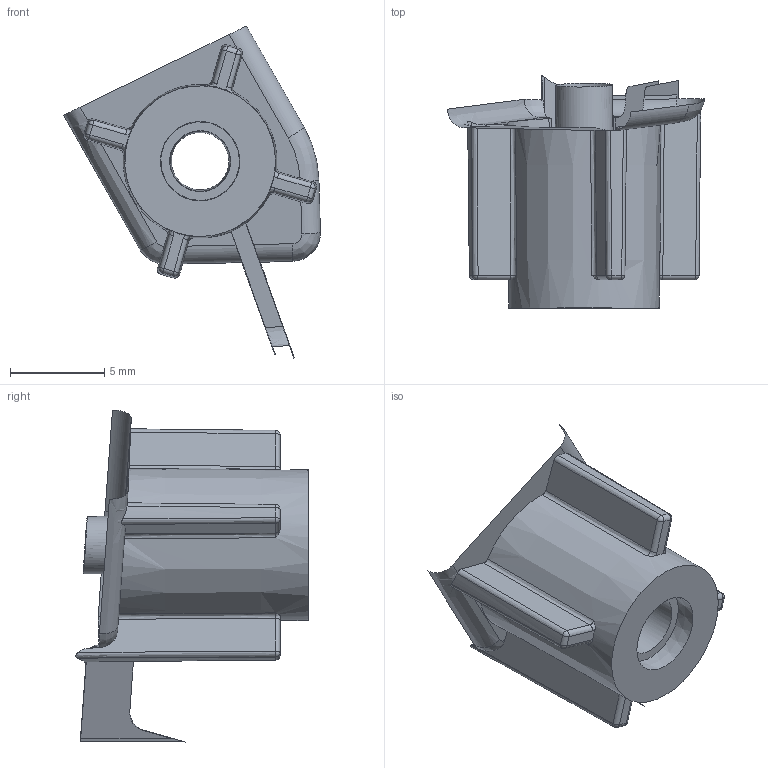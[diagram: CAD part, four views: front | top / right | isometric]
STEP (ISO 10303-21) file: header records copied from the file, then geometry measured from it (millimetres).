
FILE_DESCRIPTION(('Open CASCADE Model'),'2;1');
FILE_NAME('Open CASCADE Shape Model','2025-10-21T21:37:35',('Author'),( 'Open CASCADE'),'Open CASCADE STEP processor 7.7','Open CASCADE 7.7' ,'Unknown');
FILE_SCHEMA(('AUTOMOTIVE_DESIGN { 1 0 10303 214 1 1 1 1 }'));
Length unit declared in the file: millimetre
Products named in the file (86): Open CASCADE STEP translator 7.7 45; Open CASCADE STEP translator 7.7 45.1; Open CASCADE STEP translator 7.7 45.2; Open CASCADE STEP translator 7.7 45.3; Open CASCADE STEP translator 7.7 45.4; Open CASCADE STEP translator 7.7 45.5; Open CASCADE STEP translator 7.7 45.6; Open CASCADE STEP translator 7.7 45.7; Open CASCADE STEP translator 7.7 45.8; Open CASCADE STEP translator 7.7 45.9; Open CASCADE STEP translator 7.7 45.10; Open CASCADE STEP translator 7.7 45.11; Open CASCADE STEP translator 7.7 45.12; Open CASCADE STEP translator 7.7 45.13; Open CASCADE STEP translator 7.7 45.14; Open CASCADE STEP translator 7.7 45.15; Open CASCADE STEP translator 7.7 45.16; Open CASCADE STEP translator 7.7 45.17; Open CASCADE STEP translator 7.7 45.18; Open CASCADE STEP translator 7.7 45.19; Open CASCADE STEP translator 7.7 45.20; Open CASCADE STEP translator 7.7 45.21; Open CASCADE STEP translator 7.7 45.22; Open CASCADE STEP translator 7.7 45.23; Open CASCADE STEP translator 7.7 45.24; Open CASCADE STEP translator 7.7 45.25; Open CASCADE STEP translator 7.7 45.26; Open CASCADE STEP translator 7.7 45.27; Open CASCADE STEP translator 7.7 45.28; Open CASCADE STEP translator 7.7 45.29; Open CASCADE STEP translator 7.7 45.30; Open CASCADE STEP translator 7.7 45.31; Open CASCADE STEP translator 7.7 45.32; Open CASCADE STEP translator 7.7 45.33; Open CASCADE STEP translator 7.7 45.34; Open CASCADE STEP translator 7.7 45.35; Open CASCADE STEP translator 7.7 45.36; Open CASCADE STEP translator 7.7 45.37; Open CASCADE STEP translator 7.7 45.38; Open CASCADE STEP translator 7.7 45.39 ...
Assembly tree (85 placements, depth 2):
  Open CASCADE STEP translator 7.7 45
    Open CASCADE STEP translator 7.7 45.1
    Open CASCADE STEP translator 7.7 45.2
    Open CASCADE STEP translator 7.7 45.3
    Open CASCADE STEP translator 7.7 45.4
    Open CASCADE STEP translator 7.7 45.5
    Open CASCADE STEP translator 7.7 45.6
    Open CASCADE STEP translator 7.7 45.7
    Open CASCADE STEP translator 7.7 45.8
    Open CASCADE STEP translator 7.7 45.9
    Open CASCADE STEP translator 7.7 45.10
    Open CASCADE STEP translator 7.7 45.11
    Open CASCADE STEP translator 7.7 45.12
    Open CASCADE STEP translator 7.7 45.13
    Open CASCADE STEP translator 7.7 45.14
    Open CASCADE STEP translator 7.7 45.15
    Open CASCADE STEP translator 7.7 45.16
    Open CASCADE STEP translator 7.7 45.17
    Open CASCADE STEP translator 7.7 45.18
    Open CASCADE STEP translator 7.7 45.19
    Open CASCADE STEP translator 7.7 45.20
    Open CASCADE STEP translator 7.7 45.21
    Open CASCADE STEP translator 7.7 45.22
    Open CASCADE STEP translator 7.7 45.23
    Open CASCADE STEP translator 7.7 45.24
    Open CASCADE STEP translator 7.7 45.25
    Open CASCADE STEP translator 7.7 45.26
    Open CASCADE STEP translator 7.7 45.27
    Open CASCADE STEP translator 7.7 45.28
    Open CASCADE STEP translator 7.7 45.29
    Open CASCADE STEP translator 7.7 45.30
    Open CASCADE STEP translator 7.7 45.31
    Open CASCADE STEP translator 7.7 45.32
    Open CASCADE STEP translator 7.7 45.33
    Open CASCADE STEP translator 7.7 45.34
    Open CASCADE STEP translator 7.7 45.35
    Open CASCADE STEP translator 7.7 45.36
    Open CASCADE STEP translator 7.7 45.37
    Open CASCADE STEP translator 7.7 45.38
    Open CASCADE STEP translator 7.7 45.39
    Open CASCADE STEP translator 7.7 45.40
    Open CASCADE STEP translator 7.7 45.41
    Open CASCADE STEP translator 7.7 45.42
    Open CASCADE STEP translator 7.7 45.43
    Open CASCADE STEP translator 7.7 45.44
    Open CASCADE STEP translator 7.7 45.45
    Open CASCADE STEP translator 7.7 45.46
    Open CASCADE STEP translator 7.7 45.47
    Open CASCADE STEP translator 7.7 45.48
    Open CASCADE STEP translator 7.7 45.49
    Open CASCADE STEP translator 7.7 45.50
    Open CASCADE STEP translator 7.7 45.51
    Open CASCADE STEP translator 7.7 45.52
    Open CASCADE STEP translator 7.7 45.53
    Open CASCADE STEP translator 7.7 45.54
    Open CASCADE STEP translator 7.7 45.55
    Open CASCADE STEP translator 7.7 45.56
    Open CASCADE STEP translator 7.7 45.57
    Open CASCADE STEP translator 7.7 45.58
    Open CASCADE STEP translator 7.7 45.59
Bounding box: 13.65 x 12.36 x 17.64 mm (x, y, z)
Surface area: 672.8 mm2 (no closed solid volume)
Topology: 0 solids, 85 shells, 85 faces, 434 edges, 422 vertices
Faces by surface type: bspline 33, plane 22, cylinder 12, sphere 8, cone 6, torus 4
Entity records: 11688 total; most frequent: CARTESIAN_POINT 5362, DIRECTION 758, B_SPLINE_CURVE_WITH_KNOTS 487, ORIENTED_EDGE 430, PCURVE 430, DEFINITIONAL_REPRESENTATION 430, EDGE_CURVE 426, VERTEX_POINT 422
